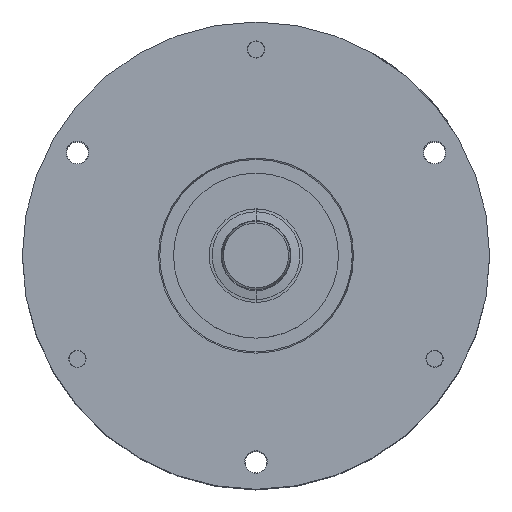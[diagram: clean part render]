
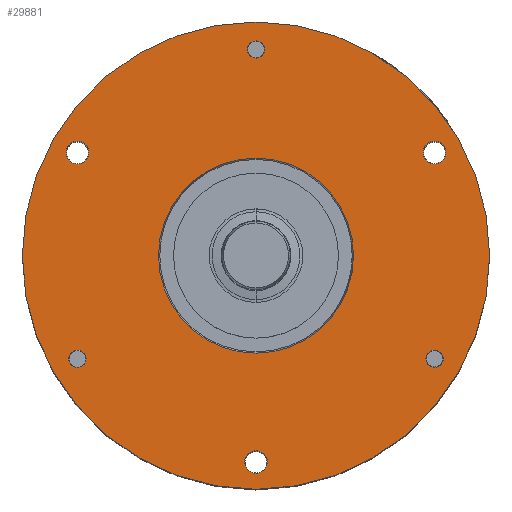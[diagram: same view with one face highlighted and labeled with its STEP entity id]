
A CAD part, top view. The second image highlights one B-rep face of the part: STEP entity #29881.
In plain terms, the highlighted planar face has unit normal (0, 0, 1).
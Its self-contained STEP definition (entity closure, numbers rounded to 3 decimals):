
#4312=CARTESIAN_POINT('',(0.,0.,25.));
#4313=DIRECTION('',(0.,0.,1.));
#4314=DIRECTION('',(1.,0.,0.));
#4315=AXIS2_PLACEMENT_3D('',#4312,#4313,#4314);
#4317=CARTESIAN_POINT('',(0.,0.,25.));
#4318=DIRECTION('',(0.,0.,1.));
#4319=DIRECTION('',(-1.,0.,0.));
#4320=AXIS2_PLACEMENT_3D('',#4317,#4318,#4319);
#4322=CARTESIAN_POINT('',(-25.981,-15.,25.));
#4323=DIRECTION('',(0.,0.,-1.));
#4324=DIRECTION('',(0.,1.,0.));
#4325=AXIS2_PLACEMENT_3D('',#4322,#4323,#4324);
#4327=CARTESIAN_POINT('',(-25.981,-15.,25.));
#4328=DIRECTION('',(0.,0.,-1.));
#4329=DIRECTION('',(0.,-1.,0.));
#4330=AXIS2_PLACEMENT_3D('',#4327,#4328,#4329);
#4332=CARTESIAN_POINT('',(0.,30.,25.));
#4333=DIRECTION('',(0.,0.,-1.));
#4334=DIRECTION('',(0.,1.,0.));
#4335=AXIS2_PLACEMENT_3D('',#4332,#4333,#4334);
#4337=CARTESIAN_POINT('',(0.,30.,25.));
#4338=DIRECTION('',(0.,0.,-1.));
#4339=DIRECTION('',(0.,-1.,0.));
#4340=AXIS2_PLACEMENT_3D('',#4337,#4338,#4339);
#4342=CARTESIAN_POINT('',(25.981,-15.,25.));
#4343=DIRECTION('',(0.,0.,-1.));
#4344=DIRECTION('',(0.,1.,0.));
#4345=AXIS2_PLACEMENT_3D('',#4342,#4343,#4344);
#4347=CARTESIAN_POINT('',(25.981,-15.,25.));
#4348=DIRECTION('',(0.,0.,-1.));
#4349=DIRECTION('',(0.,-1.,0.));
#4350=AXIS2_PLACEMENT_3D('',#4347,#4348,#4349);
#4352=CARTESIAN_POINT('',(25.981,15.,25.));
#4353=DIRECTION('',(0.,0.,1.));
#4354=DIRECTION('',(0.,-1.,0.));
#4355=AXIS2_PLACEMENT_3D('',#4352,#4353,#4354);
#4357=CARTESIAN_POINT('',(25.981,15.,25.));
#4358=DIRECTION('',(0.,0.,1.));
#4359=DIRECTION('',(0.,1.,0.));
#4360=AXIS2_PLACEMENT_3D('',#4357,#4358,#4359);
#4362=CARTESIAN_POINT('',(0.,-30.,25.));
#4363=DIRECTION('',(0.,0.,1.));
#4364=DIRECTION('',(0.,-1.,0.));
#4365=AXIS2_PLACEMENT_3D('',#4362,#4363,#4364);
#4367=CARTESIAN_POINT('',(0.,-30.,25.));
#4368=DIRECTION('',(0.,0.,1.));
#4369=DIRECTION('',(0.,1.,0.));
#4370=AXIS2_PLACEMENT_3D('',#4367,#4368,#4369);
#4372=CARTESIAN_POINT('',(-25.981,15.,25.));
#4373=DIRECTION('',(0.,0.,1.));
#4374=DIRECTION('',(0.,-1.,0.));
#4375=AXIS2_PLACEMENT_3D('',#4372,#4373,#4374);
#4377=CARTESIAN_POINT('',(-25.981,15.,25.));
#4378=DIRECTION('',(0.,0.,1.));
#4379=DIRECTION('',(0.,1.,0.));
#4380=AXIS2_PLACEMENT_3D('',#4377,#4378,#4379);
#4391=CARTESIAN_POINT('',(0.,0.,25.));
#4392=DIRECTION('',(0.,0.,-1.));
#4393=DIRECTION('',(-1.,0.,0.));
#4394=AXIS2_PLACEMENT_3D('',#4391,#4392,#4393);
#4420=CARTESIAN_POINT('',(0.,0.,25.));
#4421=DIRECTION('',(0.,0.,-1.));
#4422=DIRECTION('',(1.,0.,0.));
#4423=AXIS2_PLACEMENT_3D('',#4420,#4421,#4422);
#22926=CARTESIAN_POINT('',(34.,0.,25.));
#22927=CARTESIAN_POINT('',(-34.,0.,25.));
#22928=VERTEX_POINT('',#22926);
#22929=VERTEX_POINT('',#22927);
#22952=CARTESIAN_POINT('',(14.188,0.,25.));
#22953=CARTESIAN_POINT('',(-14.188,0.,25.));
#22954=VERTEX_POINT('',#22952);
#22955=VERTEX_POINT('',#22953);
#23082=CARTESIAN_POINT('',(-25.981,-13.75,25.));
#23083=CARTESIAN_POINT('',(-25.981,-16.25,25.));
#23084=VERTEX_POINT('',#23082);
#23085=VERTEX_POINT('',#23083);
#23086=CARTESIAN_POINT('',(0.,31.25,25.));
#23087=CARTESIAN_POINT('',(0.,28.75,25.));
#23088=VERTEX_POINT('',#23086);
#23089=VERTEX_POINT('',#23087);
#23090=CARTESIAN_POINT('',(25.981,-13.75,25.));
#23091=CARTESIAN_POINT('',(25.981,-16.25,25.));
#23092=VERTEX_POINT('',#23090);
#23093=VERTEX_POINT('',#23091);
#23106=CARTESIAN_POINT('',(25.981,13.35,25.));
#23107=CARTESIAN_POINT('',(25.981,16.65,25.));
#23108=VERTEX_POINT('',#23106);
#23109=VERTEX_POINT('',#23107);
#23118=CARTESIAN_POINT('',(0.,-31.65,25.));
#23119=CARTESIAN_POINT('',(0.,-28.35,25.));
#23120=VERTEX_POINT('',#23118);
#23121=VERTEX_POINT('',#23119);
#23130=CARTESIAN_POINT('',(-25.981,13.35,25.));
#23131=CARTESIAN_POINT('',(-25.981,16.65,25.));
#23132=VERTEX_POINT('',#23130);
#23133=VERTEX_POINT('',#23131);
#29830=CARTESIAN_POINT('',(0.,0.,25.));
#29831=DIRECTION('',(0.,0.,1.));
#29832=DIRECTION('',(1.,0.,0.));
#29833=AXIS2_PLACEMENT_3D('',#29830,#29831,#29832);
#29834=PLANE('',#29833);
#29835=ORIENTED_EDGE('',*,*,#29810,.F.);
#29836=ORIENTED_EDGE('',*,*,#29824,.F.);
#29837=EDGE_LOOP('',(#29835,#29836));
#29838=FACE_OUTER_BOUND('',#29837,.F.);
#29840=ORIENTED_EDGE('',*,*,#29839,.F.);
#29842=ORIENTED_EDGE('',*,*,#29841,.F.);
#29843=EDGE_LOOP('',(#29840,#29842));
#29844=FACE_BOUND('',#29843,.F.);
#29846=ORIENTED_EDGE('',*,*,#29845,.F.);
#29848=ORIENTED_EDGE('',*,*,#29847,.F.);
#29849=EDGE_LOOP('',(#29846,#29848));
#29850=FACE_BOUND('',#29849,.F.);
#29852=ORIENTED_EDGE('',*,*,#29851,.F.);
#29854=ORIENTED_EDGE('',*,*,#29853,.F.);
#29855=EDGE_LOOP('',(#29852,#29854));
#29856=FACE_BOUND('',#29855,.F.);
#29858=ORIENTED_EDGE('',*,*,#29857,.F.);
#29860=ORIENTED_EDGE('',*,*,#29859,.F.);
#29861=EDGE_LOOP('',(#29858,#29860));
#29862=FACE_BOUND('',#29861,.F.);
#29864=ORIENTED_EDGE('',*,*,#29863,.T.);
#29866=ORIENTED_EDGE('',*,*,#29865,.T.);
#29867=EDGE_LOOP('',(#29864,#29866));
#29868=FACE_BOUND('',#29867,.F.);
#29870=ORIENTED_EDGE('',*,*,#29869,.T.);
#29872=ORIENTED_EDGE('',*,*,#29871,.T.);
#29873=EDGE_LOOP('',(#29870,#29872));
#29874=FACE_BOUND('',#29873,.F.);
#29876=ORIENTED_EDGE('',*,*,#29875,.T.);
#29878=ORIENTED_EDGE('',*,*,#29877,.T.);
#29879=EDGE_LOOP('',(#29876,#29878));
#29880=FACE_BOUND('',#29879,.F.);
#4316=CIRCLE('',#4315,34.);
#4321=CIRCLE('',#4320,34.);
#4326=CIRCLE('',#4325,1.25);
#4331=CIRCLE('',#4330,1.25);
#4336=CIRCLE('',#4335,1.25);
#4341=CIRCLE('',#4340,1.25);
#4346=CIRCLE('',#4345,1.25);
#4351=CIRCLE('',#4350,1.25);
#4356=CIRCLE('',#4355,1.65);
#4361=CIRCLE('',#4360,1.65);
#4366=CIRCLE('',#4365,1.65);
#4371=CIRCLE('',#4370,1.65);
#4376=CIRCLE('',#4375,1.65);
#4381=CIRCLE('',#4380,1.65);
#4395=CIRCLE('',#4394,14.188);
#4424=CIRCLE('',#4423,14.188);
#29810=EDGE_CURVE('',#22928,#22929,#4316,.T.);
#29824=EDGE_CURVE('',#22929,#22928,#4321,.T.);
#29839=EDGE_CURVE('',#22955,#22954,#4395,.T.);
#29841=EDGE_CURVE('',#22954,#22955,#4424,.T.);
#29845=EDGE_CURVE('',#23084,#23085,#4326,.T.);
#29847=EDGE_CURVE('',#23085,#23084,#4331,.T.);
#29851=EDGE_CURVE('',#23088,#23089,#4336,.T.);
#29853=EDGE_CURVE('',#23089,#23088,#4341,.T.);
#29857=EDGE_CURVE('',#23092,#23093,#4346,.T.);
#29859=EDGE_CURVE('',#23093,#23092,#4351,.T.);
#29863=EDGE_CURVE('',#23108,#23109,#4356,.T.);
#29865=EDGE_CURVE('',#23109,#23108,#4361,.T.);
#29869=EDGE_CURVE('',#23120,#23121,#4366,.T.);
#29871=EDGE_CURVE('',#23121,#23120,#4371,.T.);
#29875=EDGE_CURVE('',#23132,#23133,#4376,.T.);
#29877=EDGE_CURVE('',#23133,#23132,#4381,.T.);
#29881=ADVANCED_FACE('',(#29838,#29844,#29850,#29856,#29862,#29868,#29874,
#29880),#29834,.T.);
